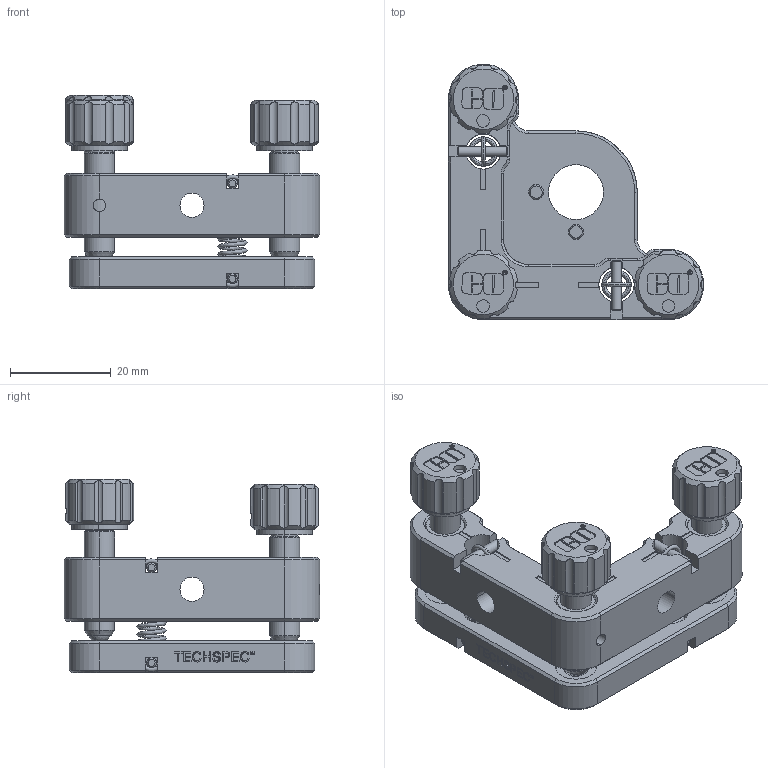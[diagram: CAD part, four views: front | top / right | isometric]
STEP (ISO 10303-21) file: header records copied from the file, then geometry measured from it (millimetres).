
FILE_DESCRIPTION (( 'STEP AP203' ), '1' );
FILE_NAME ('58853Rev000.STEP', '2008-10-14T16:31:52', ( ' ' ), ( ' ' ), 'SwSTEP 2.0', 'SolidWorks 2007', '' );
FILE_SCHEMA (( 'CONFIG_CONTROL_DESIGN' ));
Products named in the file (1): 58853Rev000
Bounding box: 50.8 x 50.8 x 38.5 mm (x, y, z)
Volume: 23911 mm3; surface area: 19336.2 mm2
Topology: 33 solids, 33 shells, 1552 faces, 3870 edges, 2452 vertices
Faces by surface type: plane 743, cylinder 324, bspline 243, cone 228, torus 8, sphere 6
Entity records: 64978 total; most frequent: CARTESIAN_POINT 29339, ORIENTED_EDGE 7674, DIRECTION 6703, EDGE_CURVE 3837, VERTEX_POINT 2443, VECTOR 2281, LINE 2281, AXIS2_PLACEMENT_3D 2211
